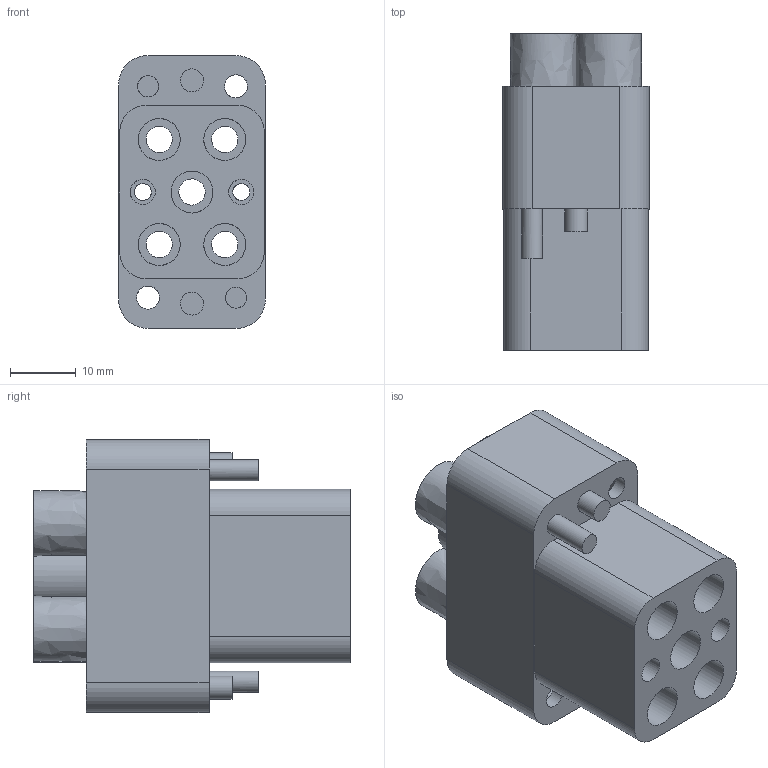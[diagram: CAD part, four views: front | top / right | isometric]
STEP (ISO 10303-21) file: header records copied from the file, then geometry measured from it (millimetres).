
FILE_DESCRIPTION(( 'HARTING HARTING HARTING HARTING HARTING HARTING HARTING HARTING HARTING', 'This Document is valid for Parts No. 09 12 006 3041'),'2;1');
FILE_NAME('MD_09120063041_R410466.stp', '2004-10-04T12:39:17',('ITIS-3'),('HARTING KGaA, D-32339 Espelkamp'), 'I-DEAS Master Series 9','HP-UNIX','Yes');
FILE_SCHEMA(('AUTOMOTIVE_DESIGN { 1 0 10303 214 1 1 1 1 }'));
Length unit declared in the file: millimetre
Products named in the file (1): Han Q 4/2-M
Bounding box: 22.4 x 48.2 x 41.6 mm (x, y, z)
Volume: 16469.4 mm3; surface area: 16333.9 mm2
Topology: 1 solids, 1 shells, 375 faces, 996 edges, 666 vertices
Faces by surface type: bspline 375
Entity records: 11682 total; most frequent: CARTESIAN_POINT 5060, ORIENTED_EDGE 1992, EDGE_CURVE 996, QUASI_UNIFORM_CURVE 816, VERTEX_POINT 664, OVER_RIDING_STYLED_ITEM 468, EDGE_LOOP 434, FACE_OUTER_BOUND 375
